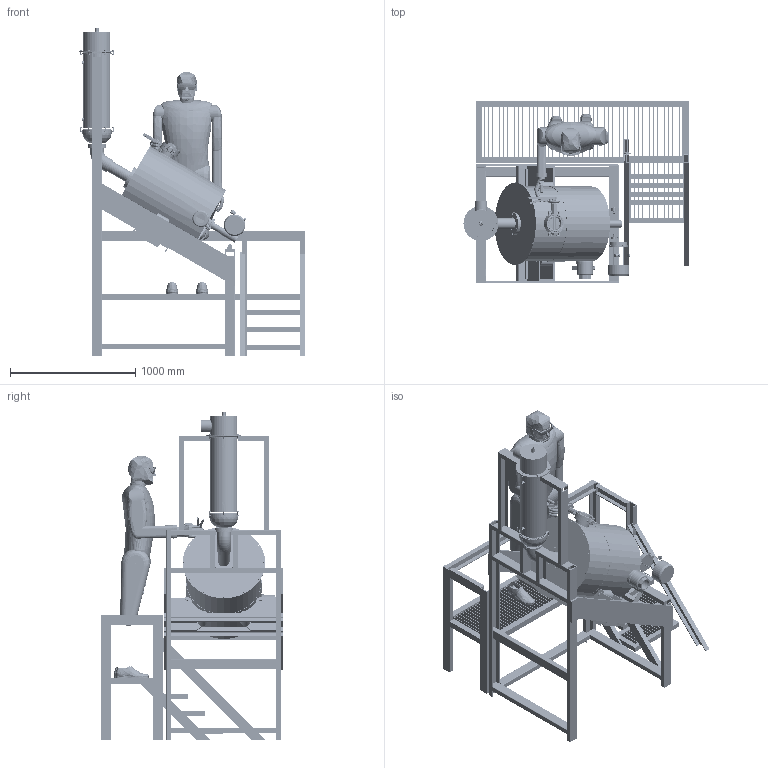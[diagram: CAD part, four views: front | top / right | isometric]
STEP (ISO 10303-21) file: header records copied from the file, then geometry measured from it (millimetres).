
FILE_DESCRIPTION(('FreeCAD Model'),'2;1');
FILE_NAME('Open CASCADE Shape Model','2025-04-25T15:53:02',('FreeCAD'),( 'FreeCAD'),'Open CASCADE STEP processor 7.6','FreeCAD','Unknown');
FILE_SCHEMA(('AUTOMOTIVE_DESIGN { 1 0 10303 214 1 1 1 1 }'));
Products named in the file (1): Open CASCADE STEP translator 7.6 1
Bounding box: 1800 x 1460 x 2629.14 mm (x, y, z)
Volume: 177574045.4 mm3; surface area: 24235796 mm2
Topology: 149 solids, 149 shells, 4895 faces, 12482 edges, 7917 vertices
Faces by surface type: plane 2541, cylinder 1149, bspline 541, torus 307, cone 295, sphere 46, revolution 16
Full cylindrical faces by diameter (mm): 2.286 x2, 2.366 x2, 2.54 x2, 5.072 x2, 5.314 x1, 6 x14, 6.464 x18, 6.647 x11, 7.65 x4, 8 x36, 8.2 x6, 8.5 x45, 9.85 x2, 10 x4, 12 x6, 13 x10, 14.376 x4, 16 x6, 17 x24, 18.705 x1, 19 x1, 20 x38, 20.017 x16, 21.4 x16, 22 x7, 24 x3, 24.2 x2, 24.6 x1, 25 x17, 27 x1
Entity records: 259387 total; most frequent: CARTESIAN_POINT 145956, ORIENTED_EDGE 24818, DIRECTION 20976, EDGE_CURVE 12409, VERTEX_POINT 7916, AXIS2_PLACEMENT_3D 7313, LINE 6334, VECTOR 6334
